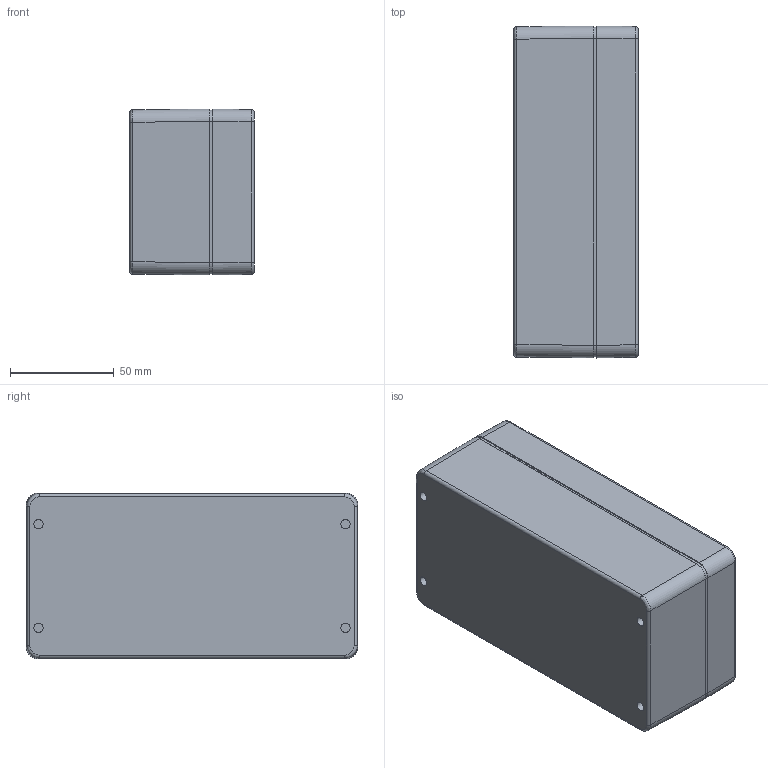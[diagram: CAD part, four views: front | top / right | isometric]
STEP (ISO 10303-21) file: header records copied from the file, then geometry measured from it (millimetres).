
FILE_DESCRIPTION(/* description */ (''),/* implementation_level */ '2;1');
FILE_NAME(/* name */ '01160806010-RST.stp',/* time_stamp */ '2021-09-02T12:56:47+02:00',/* author */ ('sl'),/* organization */ (''),/* preprocessor_version */ 'ST-DEVELOPER v16.5',/* originating_system */ 'Autodesk Inventor 2017',/* authorisation */ '');
FILE_SCHEMA (('AUTOMOTIVE_DESIGN { 1 0 10303 214 3 1 1 }'));
Length unit declared in the file: millimetre
Products named in the file (4): ABS-Gehäuse-11-BG-0001-01_160806_010; Schraube-M4x28x10; Deckel-ABS-Gehäuse-11-BT-0002-01_160806_010; UT-ABS-Gehäuse-11-BT-0001-01_160806_010
Assembly tree (6 placements, depth 2):
  ABS-Gehäuse-11-BG-0001-01_160806_010
    Schraube-M4x28x10  x4
    Deckel-ABS-Gehäuse-11-BT-0002-01_160806_010
    UT-ABS-Gehäuse-11-BT-0001-01_160806_010
Bounding box: 60 x 160 x 80 mm (x, y, z)
Volume: 184255.8 mm3; surface area: 115136.5 mm2
Topology: 6 solids, 6 shells, 415 faces, 966 edges, 601 vertices
Faces by surface type: plane 150, cylinder 142, torus 63, cone 48, bspline 12
Full cylindrical faces by diameter (mm): 2.87 x4, 4 x10, 4.2 x4, 4.5 x4, 5 x4, 7 x4, 7.2 x4, 8 x4
Entity records: 9642 total; most frequent: CARTESIAN_POINT 1920, DIRECTION 1770, ORIENTED_EDGE 1410, AXIS2_PLACEMENT_3D 737, EDGE_CURVE 705, VERTEX_POINT 468, EDGE_LOOP 435, CIRCLE 365
